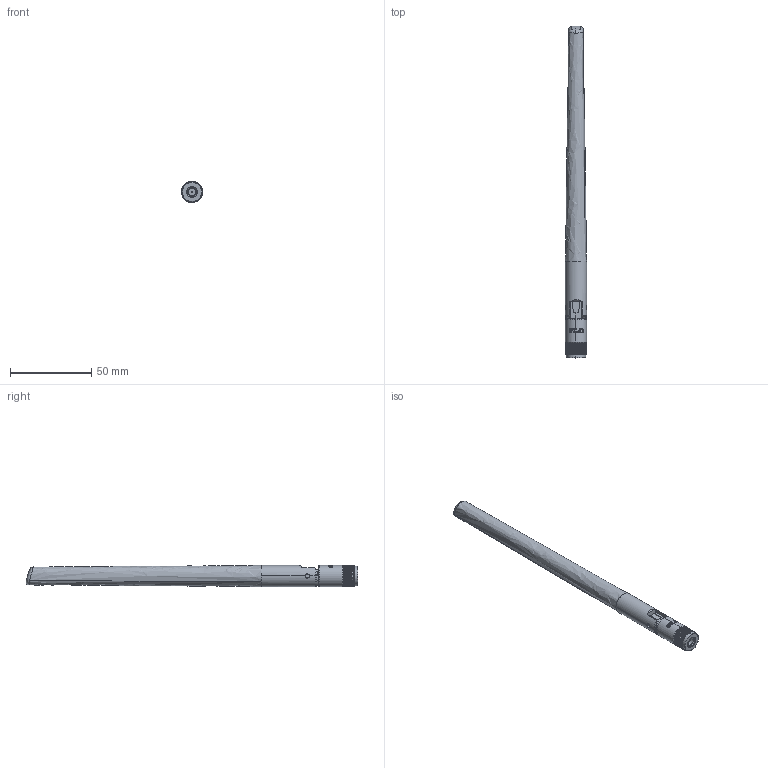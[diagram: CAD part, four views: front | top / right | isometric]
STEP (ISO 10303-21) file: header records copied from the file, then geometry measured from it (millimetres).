
FILE_DESCRIPTION (( 'STEP AP214' ), '1' );
FILE_NAME ('TWX-180ARSAX-2114_(GW.52).STEP', '2023-10-04T07:13:49', ( '' ), ( '' ), 'SwSTEP 2.0', 'SolidWorks 2011', '' );
FILE_SCHEMA (( 'AUTOMOTIVE_DESIGN' ));
Length unit declared in the file: millimetre
Products named in the file (6): 03712(ID) holder-GW.52; 119035BRSE0000 (公座母pin); TWX-180ARSAX-2114_(GW.52); 03711(ID) 180 CASE_1; 119035BRSE0000 (公座母pin)_1; 03712(ID) holder_1
Assembly tree (3 placements, depth 2):
  TWX-180ARSAX-2114_(GW.52)
    03711(ID) 180 CASE_1
    119035BRSE0000 (公座母pin)
    03712(ID) holder-GW.52
  119035BRSE0000 (公座母pin)_1
  03712(ID) holder_1
Bounding box: 13 x 203.98 x 13 mm (x, y, z)
Volume: 23226.7 mm3; surface area: 9051.8 mm2
Topology: 3 solids, 4 shells, 461 faces, 1346 edges, 899 vertices
Faces by surface type: cylinder 256, plane 143, bspline 35, cone 21, torus 6
Entity records: 18477 total; most frequent: CARTESIAN_POINT 7406, ORIENTED_EDGE 2688, DIRECTION 1740, EDGE_CURVE 1344, VERTEX_POINT 899, AXIS2_PLACEMENT_3D 643, B_SPLINE_CURVE_WITH_KNOTS 637, EDGE_LOOP 471
